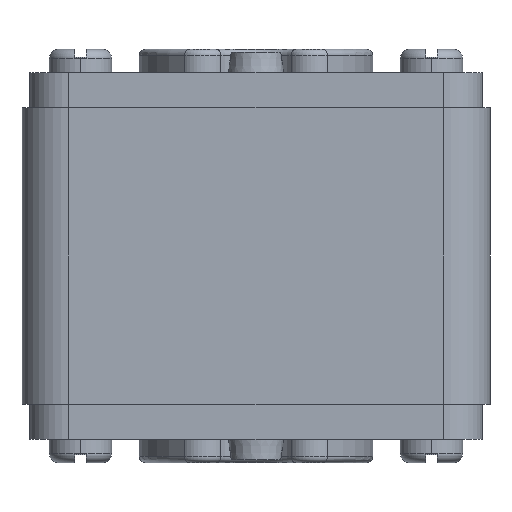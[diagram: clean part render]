
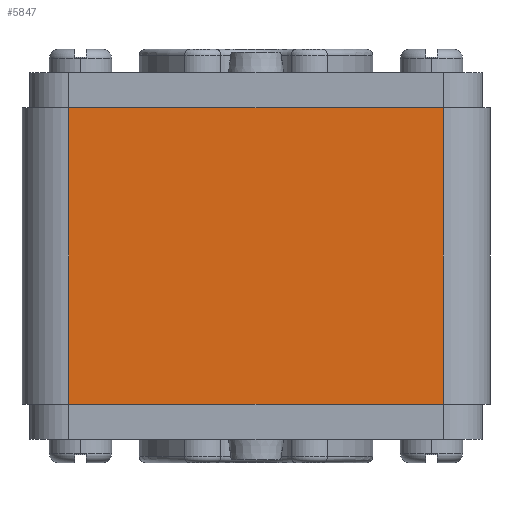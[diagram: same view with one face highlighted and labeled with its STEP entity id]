
A CAD part, front view. The second image highlights one B-rep face of the part: STEP entity #5847.
In plain terms, the highlighted planar face has unit normal (0, -1, 0).
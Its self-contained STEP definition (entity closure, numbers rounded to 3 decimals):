
#1570=DIRECTION('',(-1.,0.,0.));
#1571=VECTOR('',#1570,48.);
#1572=CARTESIAN_POINT('',(24.,-30.,30.));
#1573=LINE('',#1572,#1571);
#1627=DIRECTION('',(1.,0.,0.));
#1628=VECTOR('',#1627,48.);
#1629=CARTESIAN_POINT('',(-24.,-30.,-8.));
#1630=LINE('',#1629,#1628);
#1656=DIRECTION('',(0.,0.,1.));
#1657=VECTOR('',#1656,38.);
#1658=CARTESIAN_POINT('',(24.,-30.,-8.));
#1659=LINE('',#1658,#1657);
#1668=DIRECTION('',(0.,0.,-1.));
#1669=VECTOR('',#1668,38.);
#1670=CARTESIAN_POINT('',(-24.,-30.,30.));
#1671=LINE('',#1670,#1669);
#3037=CARTESIAN_POINT('',(24.,-30.,30.));
#3038=VERTEX_POINT('',#3037);
#3039=CARTESIAN_POINT('',(-24.,-30.,30.));
#3040=VERTEX_POINT('',#3039);
#3653=CARTESIAN_POINT('',(24.,-30.,-8.));
#3654=VERTEX_POINT('',#3653);
#3655=CARTESIAN_POINT('',(-24.,-30.,-8.));
#3656=VERTEX_POINT('',#3655);
#5835=CARTESIAN_POINT('',(-30.,-30.,-30.));
#5836=DIRECTION('',(0.,-1.,0.));
#5837=DIRECTION('',(1.,0.,0.));
#5838=AXIS2_PLACEMENT_3D('',#5835,#5836,#5837);
#5839=PLANE('',#5838);
#5840=ORIENTED_EDGE('',*,*,#5784,.F.);
#5842=ORIENTED_EDGE('',*,*,#5841,.F.);
#5843=ORIENTED_EDGE('',*,*,#5730,.F.);
#5844=ORIENTED_EDGE('',*,*,#5828,.F.);
#5845=EDGE_LOOP('',(#5840,#5842,#5843,#5844));
#5846=FACE_OUTER_BOUND('',#5845,.F.);
#5730=EDGE_CURVE('',#3038,#3040,#1573,.T.);
#5784=EDGE_CURVE('',#3656,#3654,#1630,.T.);
#5828=EDGE_CURVE('',#3654,#3038,#1659,.T.);
#5841=EDGE_CURVE('',#3040,#3656,#1671,.T.);
#5847=ADVANCED_FACE('',(#5846),#5839,.T.);
